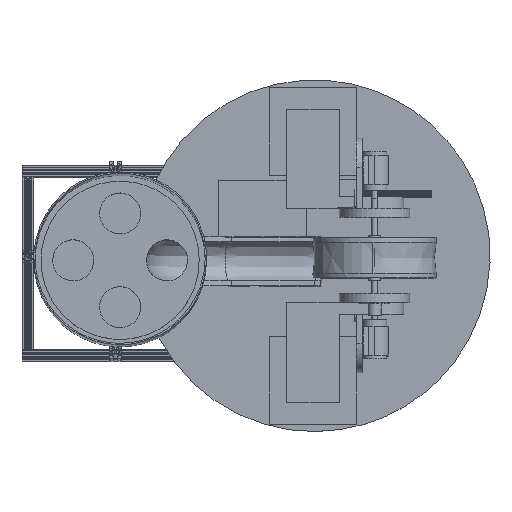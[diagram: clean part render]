
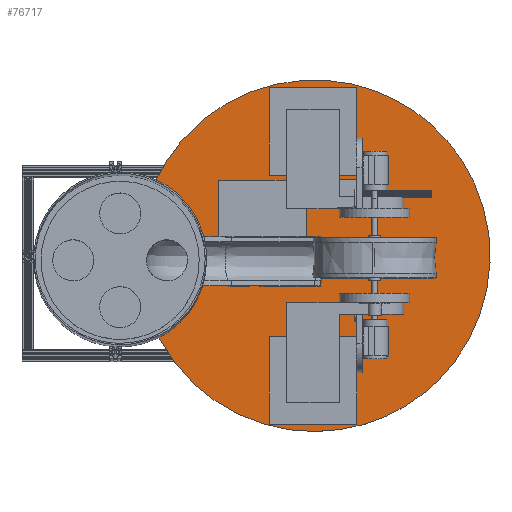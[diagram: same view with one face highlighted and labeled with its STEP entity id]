
A CAD part, top view. The second image highlights one B-rep face of the part: STEP entity #76717.
In plain terms, the highlighted free-form (B-spline) face has degree [1, 1] with [2, 2] control points.
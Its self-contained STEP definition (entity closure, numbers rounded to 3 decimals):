
#76717 = ADVANCED_FACE('',(#76718),#76732,.T.);
#76718 = FACE_BOUND('',#76719,.T.);
#76719 = EDGE_LOOP('',(#76720));
#76720 = ORIENTED_EDGE('',*,*,#76721,.T.);
#76721 = EDGE_CURVE('',#76722,#76722,#76724,.T.);
#76722 = VERTEX_POINT('',#76723);
#76723 = CARTESIAN_POINT('',(-351.394,336.418,
    -469.535));
#76724 = ( BOUNDED_CURVE() B_SPLINE_CURVE(2,(#76725,#76726,#76727,#76728
    ,#76729,#76730,#76731),.UNSPECIFIED.,.T.,.F.) 
B_SPLINE_CURVE_WITH_KNOTS((3,2,2,3),(3.142,5.236,
7.33,9.425),.PIECEWISE_BEZIER_KNOTS.) CURVE() 
GEOMETRIC_REPRESENTATION_ITEM() RATIONAL_B_SPLINE_CURVE((1.,0.5,1.,0.5,
1.,0.5,1.)) REPRESENTATION_ITEM('') );
#76725 = CARTESIAN_POINT('',(-351.394,336.418,
    -469.535));
#76726 = CARTESIAN_POINT('',(-351.394,-199.4,
    -469.535));
#76727 = CARTESIAN_POINT('',(112.638,68.509,
    -469.535));
#76728 = CARTESIAN_POINT('',(576.671,336.418,
    -469.535));
#76729 = CARTESIAN_POINT('',(112.638,604.327,
    -469.535));
#76730 = CARTESIAN_POINT('',(-351.394,872.236,
    -469.535));
#76731 = CARTESIAN_POINT('',(-351.394,336.418,
    -469.535));
#76732 = B_SPLINE_SURFACE_WITH_KNOTS('',1,1,(
    (#76733,#76734)
    ,(#76735,#76736
  )),.UNSPECIFIED.,.F.,.F.,.F.,(2,2),(2,2),(-300.,300.),(-300.,300.),
  .PIECEWISE_BEZIER_KNOTS.);
#76733 = CARTESIAN_POINT('',(-351.394,27.063,
    -469.535));
#76734 = CARTESIAN_POINT('',(-351.394,645.773,
    -469.535));
#76735 = CARTESIAN_POINT('',(267.316,27.063,
    -469.535));
#76736 = CARTESIAN_POINT('',(267.316,645.773,
    -469.535));
